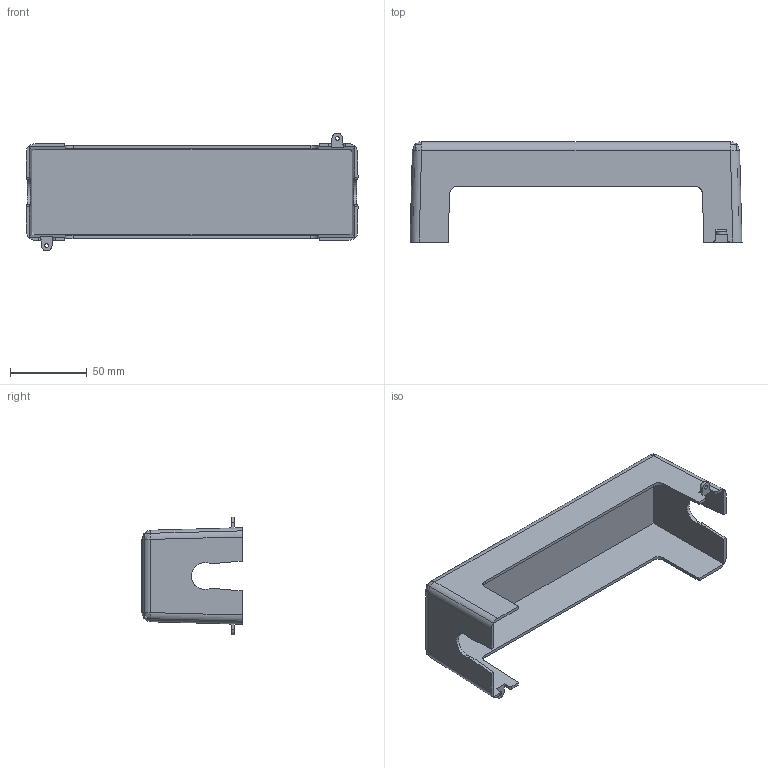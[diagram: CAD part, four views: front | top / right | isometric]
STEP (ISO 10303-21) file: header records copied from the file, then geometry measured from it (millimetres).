
FILE_DESCRIPTION (( 'STEP AP214' ), '1' );
FILE_NAME ('5015707.stp', '2017-06-14T11:28:07', ( '' ), ( '' ), 'SwSTEP 2.0', 'SolidWorks 2016', '' );
FILE_SCHEMA (( 'AUTOMOTIVE_DESIGN' ));
Length unit declared in the file: millimetre
Products named in the file (1): 5015707
Bounding box: 217 x 65.5 x 77 mm (x, y, z)
Volume: 62475.6 mm3; surface area: 68001.4 mm2
Topology: 1 solids, 1 shells, 76 faces, 210 edges, 136 vertices
Faces by surface type: plane 42, cylinder 30, bspline 4
Entity records: 2472 total; most frequent: CARTESIAN_POINT 579, ORIENTED_EDGE 420, DIRECTION 352, EDGE_CURVE 210, VECTOR 150, LINE 150, VERTEX_POINT 136, AXIS2_PLACEMENT_3D 101
